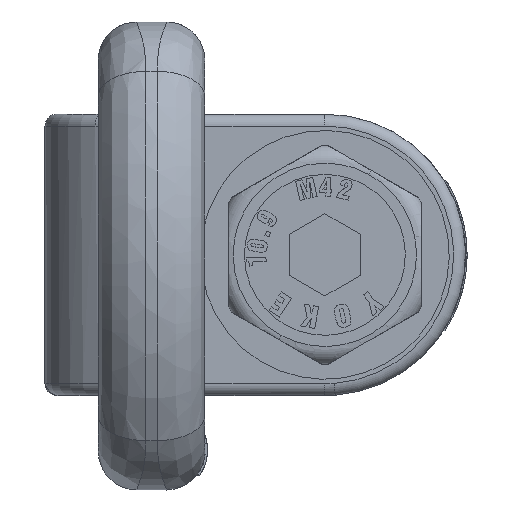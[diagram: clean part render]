
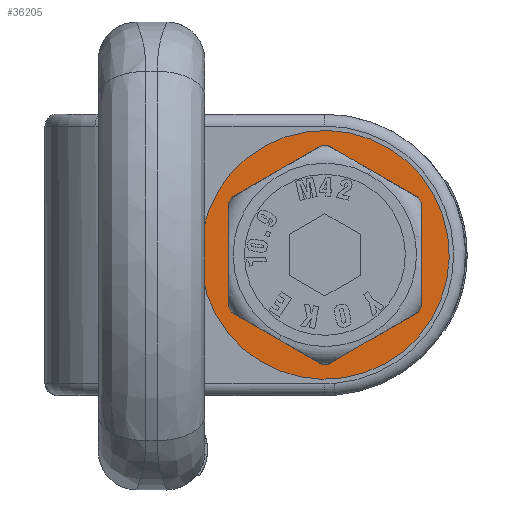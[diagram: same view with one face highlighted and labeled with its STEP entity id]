
A CAD part, left-side view. The second image highlights one B-rep face of the part: STEP entity #36205.
In plain terms, the highlighted face is planar.
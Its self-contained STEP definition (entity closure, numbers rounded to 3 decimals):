
#36097=CARTESIAN_POINT('Vertex',(10.188,-18.649,86.)) ;
#36113=CARTESIAN_POINT('Vertex',(-10.188,18.649,86.)) ;
#36116=CARTESIAN_POINT('Axis2P3D Location',(0.,0.,86.)) ;
#36138=CARTESIAN_POINT('Axis2P3D Location',(0.,0.,86.)) ;
#36178=CARTESIAN_POINT('Axis2P3D Location',(0.,42.,86.)) ;
#36183=CARTESIAN_POINT('Axis2P3D Location',(0.,0.,86.)) ;
#36187=CARTESIAN_POINT('Vertex',(20.136,-36.858,86.)) ;
#36189=CARTESIAN_POINT('Vertex',(-20.136,36.858,86.)) ;
#36192=CARTESIAN_POINT('Axis2P3D Location',(0.,0.,86.)) ;
#36117=DIRECTION('Axis2P3D Direction',(0.,0.,1.)) ;
#36139=DIRECTION('Axis2P3D Direction',(0.,0.,1.)) ;
#36179=DIRECTION('Axis2P3D Direction',(0.,0.,1.)) ;
#36180=DIRECTION('Axis2P3D XDirection',(1.,0.,0.)) ;
#36184=DIRECTION('Axis2P3D Direction',(0.,0.,1.)) ;
#36193=DIRECTION('Axis2P3D Direction',(0.,0.,1.)) ;
#36118=AXIS2_PLACEMENT_3D('Circle Axis2P3D',#36116,#36117,$) ;
#36140=AXIS2_PLACEMENT_3D('Circle Axis2P3D',#36138,#36139,$) ;
#36181=AXIS2_PLACEMENT_3D('Plane Axis2P3D',#36178,#36179,#36180) ;
#36185=AXIS2_PLACEMENT_3D('Circle Axis2P3D',#36183,#36184,$) ;
#36194=AXIS2_PLACEMENT_3D('Circle Axis2P3D',#36192,#36193,$) ;
#36198=ORIENTED_EDGE('',*,*,#36191,.T.) ;
#36199=ORIENTED_EDGE('',*,*,#36196,.T.) ;
#36202=ORIENTED_EDGE('',*,*,#36120,.F.) ;
#36203=ORIENTED_EDGE('',*,*,#36142,.F.) ;
#36204=FACE_BOUND('',#36201,.T.) ;
#36205=ADVANCED_FACE('\X2\51434EF6672C9AD4\X0\',(#36200,#36204),#36182,.T.) ;
#36119=CIRCLE('generated circle',#36118,21.25) ;
#36141=CIRCLE('generated circle',#36140,21.25) ;
#36186=CIRCLE('generated circle',#36185,42.) ;
#36195=CIRCLE('generated circle',#36194,42.) ;
#36120=EDGE_CURVE('',#36114,#36098,#36119,.T.) ;
#36142=EDGE_CURVE('',#36098,#36114,#36141,.T.) ;
#36191=EDGE_CURVE('',#36188,#36190,#36186,.T.) ;
#36196=EDGE_CURVE('',#36190,#36188,#36195,.T.) ;
#36197=EDGE_LOOP('',(#36198,#36199)) ;
#36201=EDGE_LOOP('',(#36202,#36203)) ;
#36200=FACE_OUTER_BOUND('',#36197,.T.) ;
#36182=PLANE('',#36181) ;
#36098=VERTEX_POINT('',#36097) ;
#36114=VERTEX_POINT('',#36113) ;
#36188=VERTEX_POINT('',#36187) ;
#36190=VERTEX_POINT('',#36189) ;
